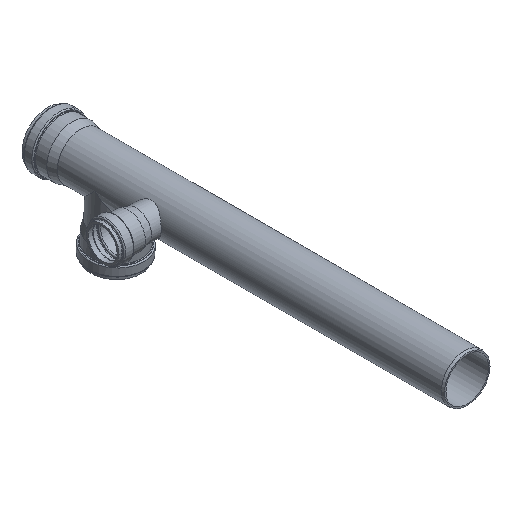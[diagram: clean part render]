
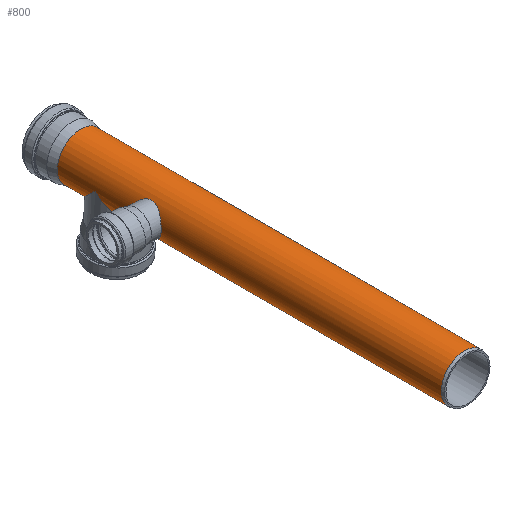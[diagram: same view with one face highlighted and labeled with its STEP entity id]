
A CAD part, isometric view. The second image highlights one B-rep face of the part: STEP entity #800.
In plain terms, the highlighted cylindrical face has radius 45 mm (diameter 90 mm), a full revolution.
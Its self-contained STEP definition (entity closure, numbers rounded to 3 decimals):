
#70=FACE_BOUND('',#273,.T.);
#71=FACE_BOUND('',#274,.T.);
#72=FACE_BOUND('',#275,.T.);
#124=B_SPLINE_CURVE_WITH_KNOTS('',3,(#1383,#1384,#1385,#1386,#1387,#1388,
#1389,#1390,#1391,#1392,#1393,#1394,#1395,#1396,#1397,#1398,#1399,#1400,
#1401,#1402,#1403,#1404,#1405,#1406,#1407,#1408,#1409,#1410,#1411,#1412,
#1413,#1414,#1415,#1416,#1417,#1418,#1419,#1420,#1421,#1422,#1423,#1424,
#1425,#1426,#1427,#1428,#1429,#1430,#1431,#1432,#1433,#1434,#1435,#1436,
#1437,#1438,#1439,#1440,#1441,#1442,#1443,#1444,#1445,#1446,#1447,#1448),
 .UNSPECIFIED.,.T.,.F.,(4,2,2,2,2,2,2,2,2,2,2,2,2,2,2,2,2,2,2,2,2,2,2,2,
2,2,2,2,2,2,2,2,4),(0.,0.563,1.126,1.689,
2.252,2.816,3.38,3.944,4.508,
5.072,5.636,6.2,6.764,7.327,
7.89,8.453,9.016,9.591,10.166,
10.74,11.315,11.882,12.449,13.017,
13.584,14.148,14.713,15.278,15.843,
16.42,16.997,17.574,18.151),
 .UNSPECIFIED.);
#134=CYLINDRICAL_SURFACE('',#899,45.);
#175=FACE_OUTER_BOUND('',#272,.T.);
#272=EDGE_LOOP('',(#654));
#273=EDGE_LOOP('',(#655,#656));
#274=EDGE_LOOP('',(#657));
#275=EDGE_LOOP('',(#658));
#395=CIRCLE('',#900,45.);
#396=CIRCLE('',#903,45.);
#443=ELLIPSE('',#901,62.295,45.);
#444=ELLIPSE('',#902,65.075,45.);
#452=VERTEX_POINT('',#1382);
#473=VERTEX_POINT('',#1511);
#474=VERTEX_POINT('',#1513);
#475=VERTEX_POINT('',#1514);
#476=VERTEX_POINT('',#1517);
#530=EDGE_CURVE('',#452,#452,#124,.T.);
#551=EDGE_CURVE('',#473,#473,#395,.T.);
#552=EDGE_CURVE('',#474,#475,#443,.T.);
#553=EDGE_CURVE('',#475,#474,#444,.T.);
#554=EDGE_CURVE('',#476,#476,#396,.T.);
#654=ORIENTED_EDGE('',*,*,#551,.F.);
#655=ORIENTED_EDGE('',*,*,#552,.T.);
#656=ORIENTED_EDGE('',*,*,#553,.T.);
#657=ORIENTED_EDGE('',*,*,#554,.T.);
#658=ORIENTED_EDGE('',*,*,#530,.T.);
#800=ADVANCED_FACE('',(#175,#70,#71,#72),#134,.T.);
#899=AXIS2_PLACEMENT_3D('',#1510,#1098,#1099);
#900=AXIS2_PLACEMENT_3D('',#1512,#1100,#1101);
#901=AXIS2_PLACEMENT_3D('',#1515,#1102,#1103);
#902=AXIS2_PLACEMENT_3D('',#1516,#1104,#1105);
#903=AXIS2_PLACEMENT_3D('',#1518,#1106,#1107);
#1098=DIRECTION('center_axis',(0.,1.,0.));
#1099=DIRECTION('ref_axis',(1.,0.,0.));
#1100=DIRECTION('center_axis',(0.,1.,0.));
#1101=DIRECTION('ref_axis',(1.,0.,0.));
#1102=DIRECTION('center_axis',(0.,-0.722,0.692));
#1103=DIRECTION('ref_axis',(0.,-0.692,-0.722));
#1104=DIRECTION('center_axis',(0.,0.692,0.722));
#1105=DIRECTION('ref_axis',(0.,-0.722,0.692));
#1106=DIRECTION('center_axis',(0.,1.,0.));
#1107=DIRECTION('ref_axis',(1.,0.,0.));
#1382=CARTESIAN_POINT('',(-34.409,-170.998,29.));
#1383=CARTESIAN_POINT('Ctrl Pts',(-34.409,-170.998,29.));
#1384=CARTESIAN_POINT('Ctrl Pts',(-34.409,-172.875,29.));
#1385=CARTESIAN_POINT('Ctrl Pts',(-34.568,-174.786,28.815));
#1386=CARTESIAN_POINT('Ctrl Pts',(-35.182,-178.538,28.061));
#1387=CARTESIAN_POINT('Ctrl Pts',(-35.637,-180.378,27.493));
#1388=CARTESIAN_POINT('Ctrl Pts',(-36.732,-183.873,26.012));
#1389=CARTESIAN_POINT('Ctrl Pts',(-37.371,-185.531,25.098));
#1390=CARTESIAN_POINT('Ctrl Pts',(-38.696,-188.586,23.003));
#1391=CARTESIAN_POINT('Ctrl Pts',(-39.381,-189.983,21.821));
#1392=CARTESIAN_POINT('Ctrl Pts',(-40.672,-192.457,19.307));
#1393=CARTESIAN_POINT('Ctrl Pts',(-41.329,-193.626,17.881));
#1394=CARTESIAN_POINT('Ctrl Pts',(-42.544,-195.702,14.758));
#1395=CARTESIAN_POINT('Ctrl Pts',(-43.103,-196.608,13.06));
#1396=CARTESIAN_POINT('Ctrl Pts',(-44.027,-198.076,9.489));
#1397=CARTESIAN_POINT('Ctrl Pts',(-44.393,-198.639,7.613));
#1398=CARTESIAN_POINT('Ctrl Pts',(-44.88,-199.382,3.808));
#1399=CARTESIAN_POINT('Ctrl Pts',(-45.,-199.563,1.88));
#1400=CARTESIAN_POINT('Ctrl Pts',(-45.,-199.563,-1.88));
#1401=CARTESIAN_POINT('Ctrl Pts',(-44.88,-199.382,-3.808));
#1402=CARTESIAN_POINT('Ctrl Pts',(-44.393,-198.639,-7.613));
#1403=CARTESIAN_POINT('Ctrl Pts',(-44.027,-198.076,-9.489));
#1404=CARTESIAN_POINT('Ctrl Pts',(-43.103,-196.608,-13.06));
#1405=CARTESIAN_POINT('Ctrl Pts',(-42.544,-195.702,-14.758));
#1406=CARTESIAN_POINT('Ctrl Pts',(-41.329,-193.626,-17.881));
#1407=CARTESIAN_POINT('Ctrl Pts',(-40.672,-192.457,-19.307));
#1408=CARTESIAN_POINT('Ctrl Pts',(-39.381,-189.983,-21.821));
#1409=CARTESIAN_POINT('Ctrl Pts',(-38.696,-188.586,-23.003));
#1410=CARTESIAN_POINT('Ctrl Pts',(-37.371,-185.531,-25.098));
#1411=CARTESIAN_POINT('Ctrl Pts',(-36.732,-183.873,-26.012));
#1412=CARTESIAN_POINT('Ctrl Pts',(-35.637,-180.378,-27.493));
#1413=CARTESIAN_POINT('Ctrl Pts',(-35.182,-178.538,-28.061));
#1414=CARTESIAN_POINT('Ctrl Pts',(-34.568,-174.786,-28.815));
#1415=CARTESIAN_POINT('Ctrl Pts',(-34.409,-172.875,-29.));
#1416=CARTESIAN_POINT('Ctrl Pts',(-34.409,-169.082,-29.));
#1417=CARTESIAN_POINT('Ctrl Pts',(-34.574,-167.133,-28.808));
#1418=CARTESIAN_POINT('Ctrl Pts',(-35.2,-163.303,-28.039));
#1419=CARTESIAN_POINT('Ctrl Pts',(-35.661,-161.42,-27.462));
#1420=CARTESIAN_POINT('Ctrl Pts',(-36.762,-157.834,-25.969));
#1421=CARTESIAN_POINT('Ctrl Pts',(-37.402,-156.126,-25.052));
#1422=CARTESIAN_POINT('Ctrl Pts',(-38.727,-152.966,-22.951));
#1423=CARTESIAN_POINT('Ctrl Pts',(-39.411,-151.515,-21.767));
#1424=CARTESIAN_POINT('Ctrl Pts',(-40.693,-148.952,-19.262));
#1425=CARTESIAN_POINT('Ctrl Pts',(-41.341,-147.741,-17.851));
#1426=CARTESIAN_POINT('Ctrl Pts',(-42.546,-145.581,-14.752));
#1427=CARTESIAN_POINT('Ctrl Pts',(-43.101,-144.631,-13.064));
#1428=CARTESIAN_POINT('Ctrl Pts',(-44.023,-143.086,-9.507));
#1429=CARTESIAN_POINT('Ctrl Pts',(-44.389,-142.491,-7.633));
#1430=CARTESIAN_POINT('Ctrl Pts',(-44.878,-141.701,-3.825));
#1431=CARTESIAN_POINT('Ctrl Pts',(-45.,-141.508,-1.891));
#1432=CARTESIAN_POINT('Ctrl Pts',(-45.,-141.508,1.882));
#1433=CARTESIAN_POINT('Ctrl Pts',(-44.879,-141.699,3.809));
#1434=CARTESIAN_POINT('Ctrl Pts',(-44.394,-142.482,7.602));
#1435=CARTESIAN_POINT('Ctrl Pts',(-44.031,-143.073,9.469));
#1436=CARTESIAN_POINT('Ctrl Pts',(-43.116,-144.606,13.015));
#1437=CARTESIAN_POINT('Ctrl Pts',(-42.564,-145.549,14.698));
#1438=CARTESIAN_POINT('Ctrl Pts',(-41.368,-147.693,17.789));
#1439=CARTESIAN_POINT('Ctrl Pts',(-40.723,-148.895,19.198));
#1440=CARTESIAN_POINT('Ctrl Pts',(-39.442,-151.45,21.711));
#1441=CARTESIAN_POINT('Ctrl Pts',(-38.755,-152.904,22.904));
#1442=CARTESIAN_POINT('Ctrl Pts',(-37.423,-156.071,25.021));
#1443=CARTESIAN_POINT('Ctrl Pts',(-36.779,-157.784,25.946));
#1444=CARTESIAN_POINT('Ctrl Pts',(-35.67,-161.383,27.45));
#1445=CARTESIAN_POINT('Ctrl Pts',(-35.207,-163.272,28.031));
#1446=CARTESIAN_POINT('Ctrl Pts',(-34.575,-167.117,28.806));
#1447=CARTESIAN_POINT('Ctrl Pts',(-34.409,-169.074,29.));
#1448=CARTESIAN_POINT('Ctrl Pts',(-34.409,-170.998,29.));
#1510=CARTESIAN_POINT('Origin',(0.,-368.75,0.));
#1511=CARTESIAN_POINT('',(45.,0.,0.));
#1512=CARTESIAN_POINT('Origin',(0.,0.,0.));
#1513=CARTESIAN_POINT('',(-45.,-72.5,0.));
#1514=CARTESIAN_POINT('',(45.,-72.5,0.));
#1515=CARTESIAN_POINT('Origin',(0.,-72.5,0.));
#1516=CARTESIAN_POINT('Origin',(0.,-72.5,0.));
#1517=CARTESIAN_POINT('',(45.,-737.5,0.));
#1518=CARTESIAN_POINT('Origin',(0.,-737.5,0.));
